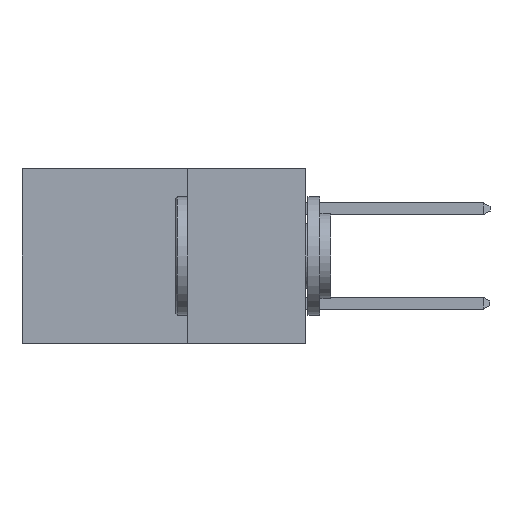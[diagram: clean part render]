
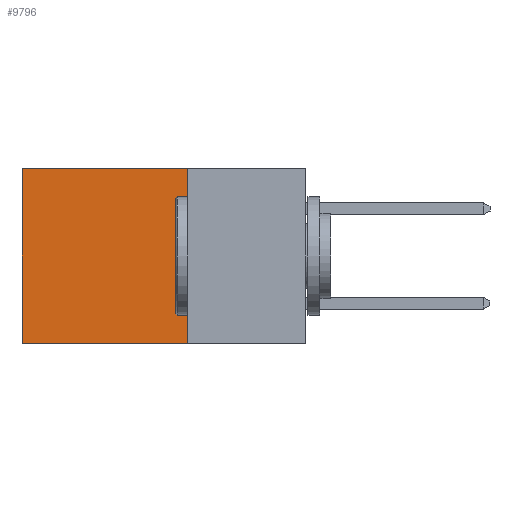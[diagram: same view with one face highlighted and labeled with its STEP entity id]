
A CAD part, left-side view. The second image highlights one B-rep face of the part: STEP entity #9796.
In plain terms, the highlighted planar face has unit normal (-1, 0, 0).
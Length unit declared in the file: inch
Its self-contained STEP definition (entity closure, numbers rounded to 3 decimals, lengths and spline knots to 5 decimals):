
#57 = DIRECTION ( 'NONE',  ( 0., 0., -1. ) ) ;
#106 = CARTESIAN_POINT ( 'NONE',  ( 0.298, 0.25, 0. ) ) ;
#125 = VECTOR ( 'NONE', #2191, 39.37008 ) ;
#290 = ORIENTED_EDGE ( 'NONE', *, *, #5530, .F. ) ;
#761 = CARTESIAN_POINT ( 'NONE',  ( 0.298, 0.25, -0.37 ) ) ;
#1305 = ORIENTED_EDGE ( 'NONE', *, *, #6871, .F. ) ;
#1577 = CARTESIAN_POINT ( 'NONE',  ( 0.298, 0.6, 0. ) ) ;
#1731 = CARTESIAN_POINT ( 'NONE',  ( 0.298, 0.25, -0.37 ) ) ;
#1835 = LINE ( 'NONE', #1731, #7881 ) ;
#1848 = CARTESIAN_POINT ( 'NONE',  ( 0.298, 0.25, 0. ) ) ;
#1890 = DIRECTION ( 'NONE',  ( 0., 1., 0. ) ) ;
#2191 = DIRECTION ( 'NONE',  ( 0., 0., -1. ) ) ;
#2644 = EDGE_CURVE ( 'NONE', #9866, #4178, #5475, .T. ) ;
#3780 = CARTESIAN_POINT ( 'NONE',  ( 0.298, 0.6, -0.37 ) ) ;
#3943 = EDGE_LOOP ( 'NONE', ( #6498, #290, #1305, #7887 ) ) ;
#3972 = DIRECTION ( 'NONE',  ( 0., 0., -1. ) ) ;
#4003 = CARTESIAN_POINT ( 'NONE',  ( 0.298, 0.6, 0. ) ) ;
#4178 = VERTEX_POINT ( 'NONE', #3780 ) ;
#4345 = DIRECTION ( 'NONE',  ( 0., 1., 0. ) ) ;
#4750 = CARTESIAN_POINT ( 'NONE',  ( 0.298, 0.25, 0. ) ) ;
#5228 = VECTOR ( 'NONE', #1890, 39.37008 ) ;
#5475 = LINE ( 'NONE', #4003, #7479 ) ;
#5530 = EDGE_CURVE ( 'NONE', #8985, #4178, #1835, .T. ) ;
#6498 = ORIENTED_EDGE ( 'NONE', *, *, #2644, .T. ) ;
#6578 = LINE ( 'NONE', #8402, #125 ) ;
#6871 = EDGE_CURVE ( 'NONE', #7775, #8985, #6578, .T. ) ;
#7155 = EDGE_CURVE ( 'NONE', #7775, #9866, #9166, .T. ) ;
#7479 = VECTOR ( 'NONE', #57, 39.37008 ) ;
#7775 = VERTEX_POINT ( 'NONE', #106 ) ;
#7881 = VECTOR ( 'NONE', #4345, 39.37008 ) ;
#7887 = ORIENTED_EDGE ( 'NONE', *, *, #7155, .T. ) ;
#8402 = CARTESIAN_POINT ( 'NONE',  ( 0.298, 0.25, 0. ) ) ;
#8513 = DIRECTION ( 'NONE',  ( 1., 0., 0. ) ) ;
#8972 = AXIS2_PLACEMENT_3D ( 'NONE', #4750, #8513, #3972 ) ;
#8985 = VERTEX_POINT ( 'NONE', #761 ) ;
#9166 = LINE ( 'NONE', #1848, #5228 ) ;
#9194 = PLANE ( 'NONE',  #8972 ) ;
#9796 = ADVANCED_FACE ( 'NONE', ( #9966 ), #9194, .F. ) ;
#9866 = VERTEX_POINT ( 'NONE', #1577 ) ;
#9966 = FACE_OUTER_BOUND ( 'NONE', #3943, .T. ) ;
